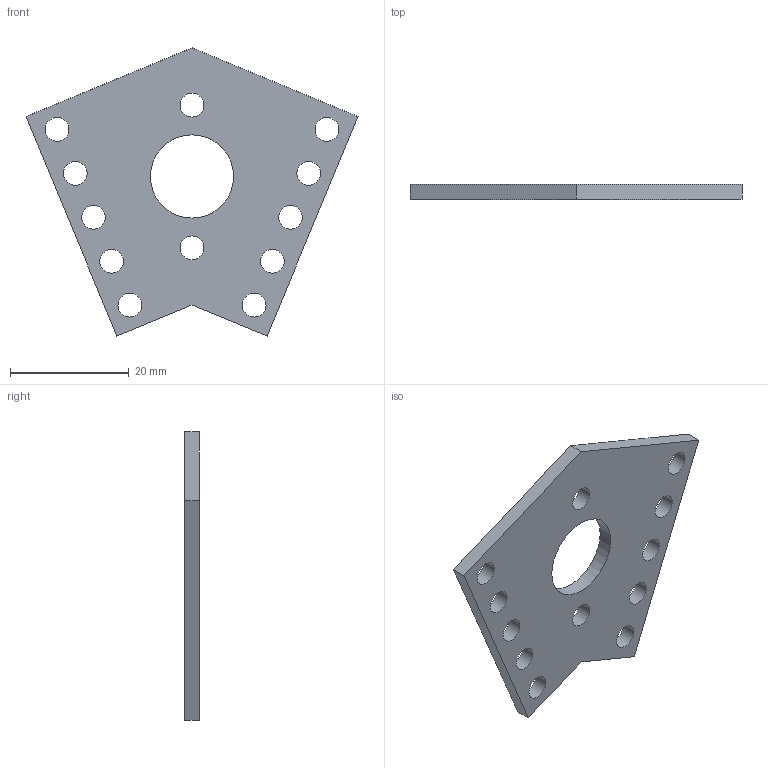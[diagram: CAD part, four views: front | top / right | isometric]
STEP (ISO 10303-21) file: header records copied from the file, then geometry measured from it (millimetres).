
FILE_DESCRIPTION( ( '' ), ' ' );
FILE_NAME( '5a2ac5be72ac810ef6302c9f.step', '2017-12-08T17:02:54', ( '' ), ( '' ), ' ', ' ', ' ' );
FILE_SCHEMA( ( 'AUTOMOTIVE_DESIGN { 1 0 10303 214 1 1 1 1 }' ) );
Length unit declared in the file: metre
Products named in the file (1): 1108-0040-0005
Bounding box: 55.85 x 2.5 x 48.52 mm (x, y, z)
Volume: 3626.4 mm3; surface area: 3807.5 mm2
Topology: 1 solids, 1 shells, 21 faces, 57 edges, 38 vertices
Faces by surface type: cylinder 13, plane 8
Full cylindrical faces by diameter (mm): 4 x12, 14 x1
Entity records: 848 total; most frequent: DIRECTION 114, CARTESIAN_POINT 104, ORIENTED_EDGE 88, EDGE_LOOP 60, AXIS2_PLACEMENT_3D 48, EDGE_CURVE 44, VERTEX_POINT 38, FACE_OUTER_BOUND 34
